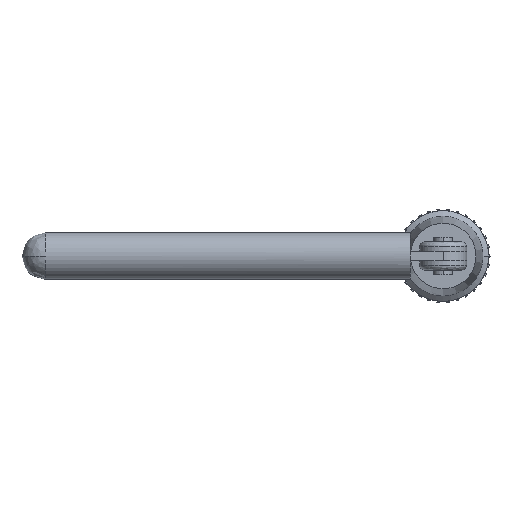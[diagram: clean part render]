
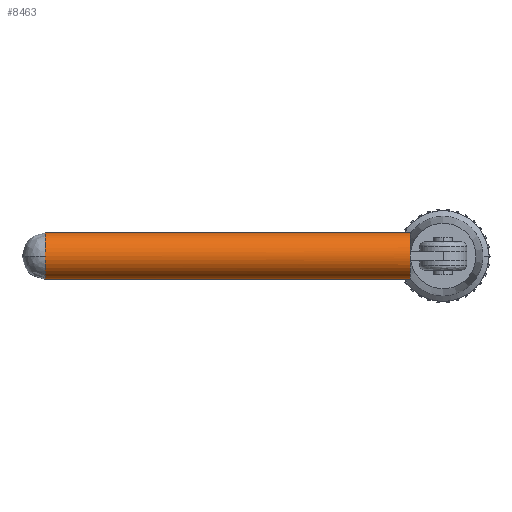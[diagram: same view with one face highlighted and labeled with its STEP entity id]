
A CAD part, left-side view. The second image highlights one B-rep face of the part: STEP entity #8463.
In plain terms, the highlighted cylindrical face has radius 2.5 mm (diameter 5 mm), a partial arc.
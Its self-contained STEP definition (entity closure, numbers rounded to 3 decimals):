
#1 = VERTEX_POINT ( 'NONE', #2369 ) ;
#207 = CIRCLE ( 'NONE', #5593, 2.5 ) ;
#450 = EDGE_CURVE ( 'NONE', #7773, #2991, #4419, .T. ) ;
#910 = VERTEX_POINT ( 'NONE', #8367 ) ;
#1040 = CARTESIAN_POINT ( 'NONE',  ( -3.458, 13.51, 8.288 ) ) ;
#1516 = LINE ( 'NONE', #8647, #9647 ) ;
#2052 = VECTOR ( 'NONE', #3228, 1000. ) ;
#2275 = CARTESIAN_POINT ( 'NONE',  ( -3.458, 52.51, 8.288 ) ) ;
#2304 = FACE_OUTER_BOUND ( 'NONE', #3470, .T. ) ;
#2369 = CARTESIAN_POINT ( 'NONE',  ( -5.908, 13.51, 7.788 ) ) ;
#2445 = EDGE_CURVE ( 'NONE', #6671, #7773, #6776, .T. ) ;
#2519 = CARTESIAN_POINT ( 'NONE',  ( -3.458, 13.51, 10.788 ) ) ;
#2691 = DIRECTION ( 'NONE',  ( 0., 0., -1. ) ) ;
#2779 = ORIENTED_EDGE ( 'NONE', *, *, #3504, .T. ) ;
#2991 = VERTEX_POINT ( 'NONE', #6810 ) ;
#3228 = DIRECTION ( 'NONE',  ( 0., -1., 0. ) ) ;
#3466 = AXIS2_PLACEMENT_3D ( 'NONE', #2275, #9417, #10332 ) ;
#3470 = EDGE_LOOP ( 'NONE', ( #9122, #2779, #10904, #8296, #10511, #9643, #9198, #8588 ) ) ;
#3504 = EDGE_CURVE ( 'NONE', #11473, #6671, #9852, .T. ) ;
#3567 = CARTESIAN_POINT ( 'NONE',  ( -3.458, 52.51, 8.288 ) ) ;
#3580 = CIRCLE ( 'NONE', #10121, 2.5 ) ;
#3602 = DIRECTION ( 'NONE',  ( 0., 0., -1. ) ) ;
#3725 = DIRECTION ( 'NONE',  ( 0., 0., -1. ) ) ;
#3917 = CIRCLE ( 'NONE', #10675, 2.5 ) ;
#4419 = LINE ( 'NONE', #8564, #2052 ) ;
#4497 = EDGE_CURVE ( 'NONE', #1, #910, #3917, .T. ) ;
#4880 = DIRECTION ( 'NONE',  ( 0., 1., 0. ) ) ;
#4906 = DIRECTION ( 'NONE',  ( 0., -1., 0. ) ) ;
#5060 = CIRCLE ( 'NONE', #6644, 2.5 ) ;
#5200 = AXIS2_PLACEMENT_3D ( 'NONE', #10295, #4906, #5722 ) ;
#5306 = EDGE_CURVE ( 'NONE', #10102, #5956, #3580, .T. ) ;
#5313 = CARTESIAN_POINT ( 'NONE',  ( -5.958, 52.51, 8.288 ) ) ;
#5523 = EDGE_CURVE ( 'NONE', #2991, #1, #207, .T. ) ;
#5593 = AXIS2_PLACEMENT_3D ( 'NONE', #7677, #9382, #8573 ) ;
#5722 = DIRECTION ( 'NONE',  ( 0., 0., -1. ) ) ;
#5905 = CARTESIAN_POINT ( 'NONE',  ( -3.458, 52.51, 10.788 ) ) ;
#5956 = VERTEX_POINT ( 'NONE', #2519 ) ;
#6003 = AXIS2_PLACEMENT_3D ( 'NONE', #3567, #10808, #2691 ) ;
#6644 = AXIS2_PLACEMENT_3D ( 'NONE', #1040, #8997, #3725 ) ;
#6671 = VERTEX_POINT ( 'NONE', #5313 ) ;
#6762 = EDGE_CURVE ( 'NONE', #910, #10102, #5060, .T. ) ;
#6776 = CIRCLE ( 'NONE', #3466, 2.5 ) ;
#6810 = CARTESIAN_POINT ( 'NONE',  ( -3.458, 13.51, 5.788 ) ) ;
#7677 = CARTESIAN_POINT ( 'NONE',  ( -3.458, 13.51, 8.288 ) ) ;
#7742 = DIRECTION ( 'NONE',  ( 0., -1., 0. ) ) ;
#7773 = VERTEX_POINT ( 'NONE', #10849 ) ;
#7984 = CARTESIAN_POINT ( 'NONE',  ( -5.908, 13.51, 8.788 ) ) ;
#8065 = DIRECTION ( 'NONE',  ( 0., 1., 0. ) ) ;
#8296 = ORIENTED_EDGE ( 'NONE', *, *, #450, .T. ) ;
#8367 = CARTESIAN_POINT ( 'NONE',  ( -5.958, 13.51, 8.288 ) ) ;
#8463 = ADVANCED_FACE ( 'NONE', ( #2304 ), #10288, .T. ) ;
#8564 = CARTESIAN_POINT ( 'NONE',  ( -3.458, 13.51, 5.788 ) ) ;
#8573 = DIRECTION ( 'NONE',  ( 0., 0., -1. ) ) ;
#8588 = ORIENTED_EDGE ( 'NONE', *, *, #5306, .T. ) ;
#8647 = CARTESIAN_POINT ( 'NONE',  ( -3.458, 13.51, 10.788 ) ) ;
#8953 = CARTESIAN_POINT ( 'NONE',  ( -3.458, 13.51, 8.288 ) ) ;
#8997 = DIRECTION ( 'NONE',  ( 0., 1., 0. ) ) ;
#9122 = ORIENTED_EDGE ( 'NONE', *, *, #9902, .F. ) ;
#9198 = ORIENTED_EDGE ( 'NONE', *, *, #6762, .T. ) ;
#9382 = DIRECTION ( 'NONE',  ( 0., 1., 0. ) ) ;
#9417 = DIRECTION ( 'NONE',  ( 0., -1., 0. ) ) ;
#9643 = ORIENTED_EDGE ( 'NONE', *, *, #4497, .T. ) ;
#9647 = VECTOR ( 'NONE', #7742, 1000. ) ;
#9852 = CIRCLE ( 'NONE', #6003, 2.5 ) ;
#9902 = EDGE_CURVE ( 'NONE', #11473, #5956, #1516, .T. ) ;
#10102 = VERTEX_POINT ( 'NONE', #7984 ) ;
#10121 = AXIS2_PLACEMENT_3D ( 'NONE', #8953, #8065, #3602 ) ;
#10155 = CARTESIAN_POINT ( 'NONE',  ( -3.458, 13.51, 8.288 ) ) ;
#10288 = CYLINDRICAL_SURFACE ( 'NONE', #5200, 2.5 ) ;
#10295 = CARTESIAN_POINT ( 'NONE',  ( -3.458, 13.51, 8.288 ) ) ;
#10332 = DIRECTION ( 'NONE',  ( 0., 0., -1. ) ) ;
#10511 = ORIENTED_EDGE ( 'NONE', *, *, #5523, .T. ) ;
#10675 = AXIS2_PLACEMENT_3D ( 'NONE', #10155, #4880, #11143 ) ;
#10808 = DIRECTION ( 'NONE',  ( 0., -1., 0. ) ) ;
#10849 = CARTESIAN_POINT ( 'NONE',  ( -3.458, 52.51, 5.788 ) ) ;
#10904 = ORIENTED_EDGE ( 'NONE', *, *, #2445, .T. ) ;
#11143 = DIRECTION ( 'NONE',  ( 0., 0., -1. ) ) ;
#11473 = VERTEX_POINT ( 'NONE', #5905 ) ;
